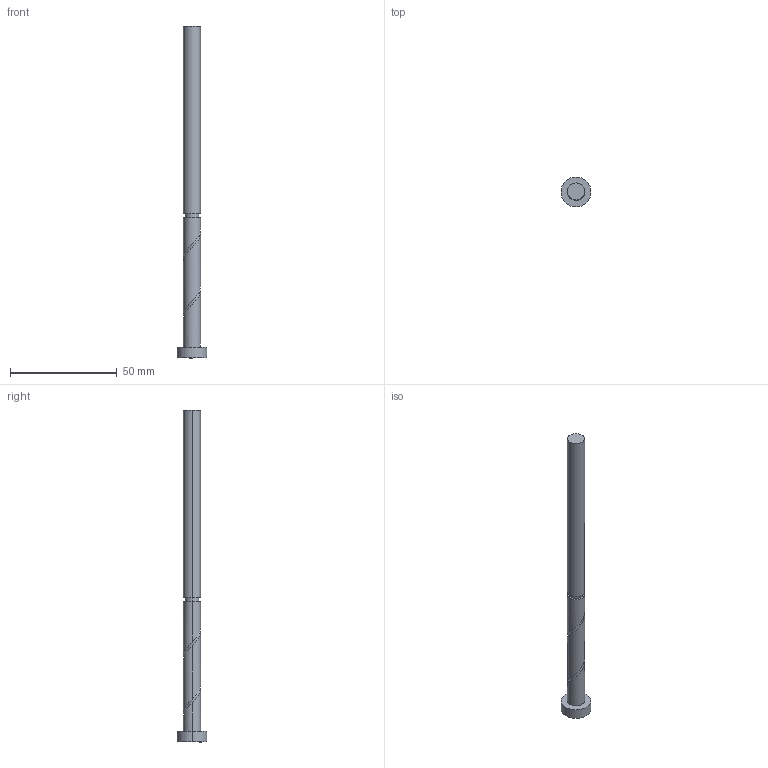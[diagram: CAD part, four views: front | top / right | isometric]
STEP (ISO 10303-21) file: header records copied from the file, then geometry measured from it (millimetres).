
FILE_DESCRIPTION (( 'STEP AP203' ), '1' );
FILE_NAME ('85cf.STEP', '2025-03-19T23:54:21', ( '' ), ( '' ), 'SwSTEP 2.0', 'SolidWorks 2019', '' );
FILE_SCHEMA (( 'CONFIG_CONTROL_DESIGN' ));
Length unit declared in the file: millimetre
Products named in the file (1): 85cf
Bounding box: 14 x 14 x 155.2 mm (x, y, z)
Volume: 8227 mm3; surface area: 4423.6 mm2
Topology: 1 solids, 1 shells, 20 faces, 50 edges, 33 vertices
Faces by surface type: cylinder 13, plane 5, bspline 2
Entity records: 1936 total; most frequent: CARTESIAN_POINT 1423, ORIENTED_EDGE 100, DIRECTION 86, EDGE_CURVE 50, AXIS2_PLACEMENT_3D 37, VERTEX_POINT 33, EDGE_LOOP 23, ADVANCED_FACE 20
